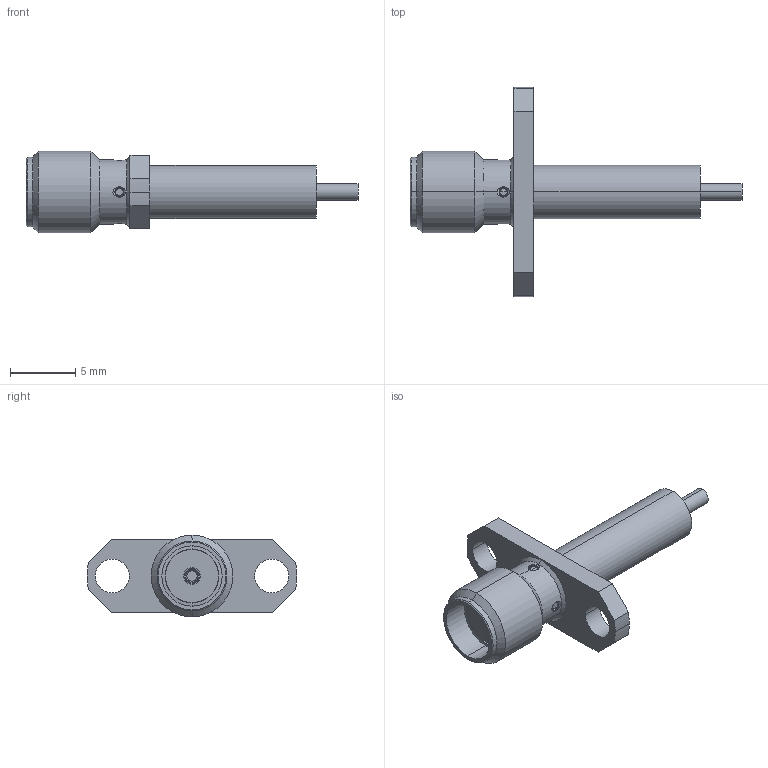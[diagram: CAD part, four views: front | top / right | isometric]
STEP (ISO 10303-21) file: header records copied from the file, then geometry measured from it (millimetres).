
FILE_DESCRIPTION(('STEP AP214'),'1');
FILE_NAME('r124464000.stp','2017-11-30T12:54:42',('TraceParts'),('TraceParts S.A.'),'Spatial InterOp 3D',' ',' ');
FILE_SCHEMA(('automotive_design'));
Length unit declared in the file: millimetre
Products named in the file (1): r124464000
Bounding box: 25.4 x 16 x 6.26 mm (x, y, z)
Volume: 453.1 mm3; surface area: 719.3 mm2
Topology: 1 solids, 1 shells, 102 faces, 239 edges, 152 vertices
Faces by surface type: cone 36, cylinder 36, plane 22, bspline 8
Entity records: 3480 total; most frequent: CARTESIAN_POINT 1174, ORIENTED_EDGE 478, DIRECTION 474, EDGE_CURVE 239, AXIS2_PLACEMENT_3D 195, VERTEX_POINT 152, EDGE_LOOP 119, ADVANCED_FACE 102
